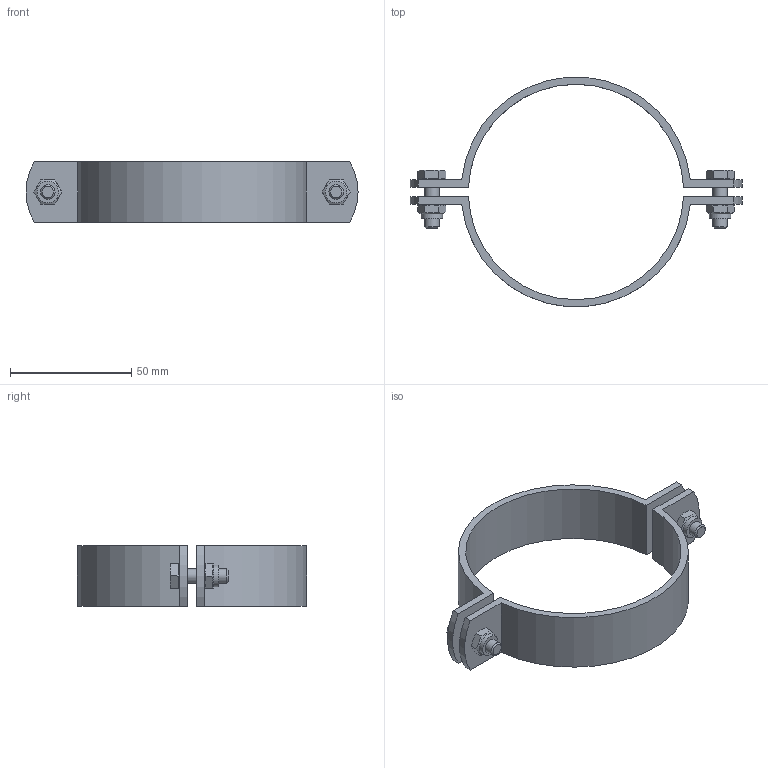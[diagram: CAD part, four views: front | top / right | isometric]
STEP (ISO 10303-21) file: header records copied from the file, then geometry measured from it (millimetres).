
FILE_DESCRIPTION((''),'2;1');
FILE_NAME('73000080X.stp','2010-09-13T11:53:36',('thilbrands'),(''),'Autodesk Inventor 2008','Autodesk Inventor 2008','');
FILE_SCHEMA(('AUTOMOTIVE_DESIGN { 1 0 10303 214 1 1 1 1 }'));
Length unit declared in the file: millimetre
Products named in the file (4): 73000020X; 091734000012-88,9; DIN 933 - ersetzt durch DIN EN 24017 M6  x 20; DIN 985 - ersetzt durch DIN EN ISO 10511 M6
Assembly tree (6 placements, depth 2):
  73000020X
    091734000012-88,9  x2
    DIN 933 - ersetzt durch DIN EN 24017 M6  x 20  x2
    DIN 985 - ersetzt durch DIN EN ISO 10511 M6  x2
Bounding box: 137 x 94.55 x 25 mm (x, y, z)
Volume: 29130.5 mm3; surface area: 22596 mm2
Topology: 6 solids, 6 shells, 94 faces, 210 edges, 132 vertices
Faces by surface type: plane 48, cone 24, cylinder 18, bspline 4
Full cylindrical faces by diameter (mm): 5.459 x2, 6 x2, 6.5 x4, 8.7 x2, 8.9 x2
Entity records: 1362 total; most frequent: CARTESIAN_POINT 293, DIRECTION 208, ORIENTED_EDGE 180, EDGE_CURVE 90, AXIS2_PLACEMENT_3D 87, EDGE_LOOP 68, VERTEX_POINT 64, FACE_OUTER_BOUND 47
